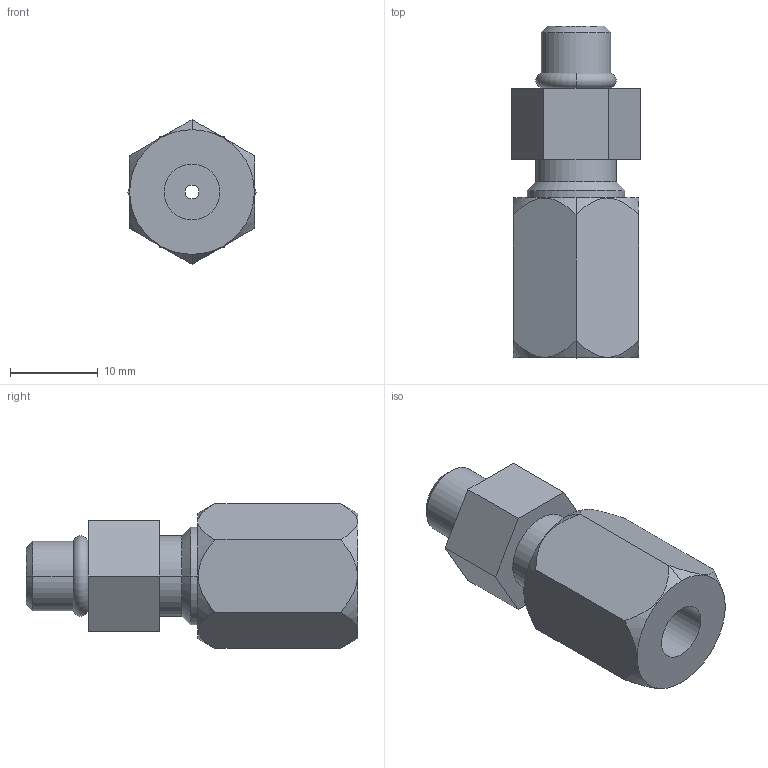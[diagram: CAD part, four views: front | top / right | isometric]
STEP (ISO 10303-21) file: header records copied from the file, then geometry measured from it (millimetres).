
FILE_DESCRIPTION((''),'2;1');
FILE_NAME('ILC30000142','2005-08-24T',('KR'),(''),'PRO/ENGINEER BY PARAMETRIC TECHNOLOGY CORPORATION, 2004290','PRO/ENGINEER BY PARAMETRIC TECHNOLOGY CORPORATION, 2004290','');
FILE_SCHEMA(('AUTOMOTIVE_DESIGN_CC2 { 1 2 10303 214 -1 1 5 2 }'));
Length unit declared in the file: inch
Products named in the file (1): ILC30000142
Bounding box: 14.66 x 37.85 x 16.51 mm (x, y, z)
Volume: 4212.1 mm3; surface area: 2592.9 mm2
Topology: 1 solids, 1 shells, 40 faces, 92 edges, 58 vertices
Faces by surface type: plane 18, cylinder 12, cone 8, torus 2
Entity records: 1688 total; most frequent: CARTESIAN_POINT 334, DIRECTION 196, ORIENTED_EDGE 184, COLOUR_RGB 107, PRESENTATION_STYLE_ASSIGNMENT 95, STYLED_ITEM 93, CURVE_STYLE 92, EDGE_CURVE 92
